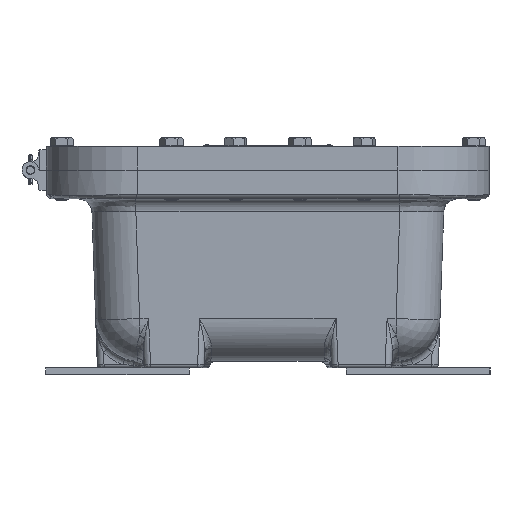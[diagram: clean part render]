
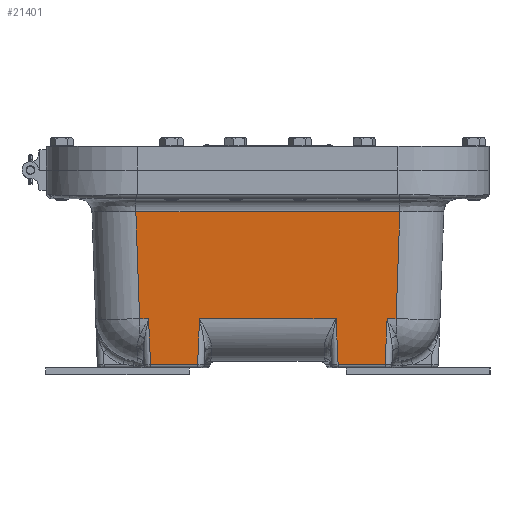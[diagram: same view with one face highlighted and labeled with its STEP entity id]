
A CAD part, front view. The second image highlights one B-rep face of the part: STEP entity #21401.
In plain terms, the highlighted planar face has unit normal (0, -0.999, -0.035).
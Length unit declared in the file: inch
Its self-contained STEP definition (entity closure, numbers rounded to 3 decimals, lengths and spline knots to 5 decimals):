
#1990=PLANE('',#23072);
#3589=FACE_OUTER_BOUND('',#4844,.T.);
#4844=EDGE_LOOP('',(#17669,#17670,#17671,#17672,#17673,#17674,#17675,#17676,
#17677,#17678,#17679,#17680));
#6303=LINE('',#35931,#7824);
#6321=LINE('',#37022,#7842);
#6377=LINE('',#38781,#7898);
#6379=LINE('',#38785,#7900);
#6380=LINE('',#38788,#7901);
#6381=LINE('',#38790,#7902);
#6382=LINE('',#38792,#7903);
#6383=LINE('',#38793,#7904);
#6384=LINE('',#38795,#7905);
#6385=LINE('',#38797,#7906);
#6386=LINE('',#38798,#7907);
#6387=LINE('',#38799,#7908);
#7824=VECTOR('',#26195,0.3937);
#7842=VECTOR('',#26355,0.3937);
#7898=VECTOR('',#26709,0.3937);
#7900=VECTOR('',#26713,0.3937);
#7901=VECTOR('',#26718,0.3937);
#7902=VECTOR('',#26719,0.3937);
#7903=VECTOR('',#26720,0.3937);
#7904=VECTOR('',#26721,0.3937);
#7905=VECTOR('',#26722,0.3937);
#7906=VECTOR('',#26723,0.3937);
#7907=VECTOR('',#26724,0.3937);
#7908=VECTOR('',#26725,0.3937);
#10327=VERTEX_POINT('',#35718);
#10338=VERTEX_POINT('',#35925);
#10342=VERTEX_POINT('',#35975);
#10359=VERTEX_POINT('',#36287);
#10376=VERTEX_POINT('',#36590);
#10396=VERTEX_POINT('',#36960);
#10517=VERTEX_POINT('',#38777);
#10518=VERTEX_POINT('',#38784);
#10519=VERTEX_POINT('',#38789);
#10520=VERTEX_POINT('',#38791);
#10521=VERTEX_POINT('',#38794);
#10522=VERTEX_POINT('',#38796);
#12787=EDGE_CURVE('',#10327,#10338,#6303,.T.);
#12885=EDGE_CURVE('',#10396,#10376,#6321,.T.);
#13089=EDGE_CURVE('',#10342,#10517,#6377,.T.);
#13091=EDGE_CURVE('',#10517,#10518,#6379,.T.);
#13093=EDGE_CURVE('',#10359,#10342,#6380,.T.);
#13094=EDGE_CURVE('',#10519,#10359,#6381,.T.);
#13095=EDGE_CURVE('',#10520,#10519,#6382,.T.);
#13096=EDGE_CURVE('',#10338,#10520,#6383,.T.);
#13097=EDGE_CURVE('',#10521,#10327,#6384,.T.);
#13098=EDGE_CURVE('',#10522,#10521,#6385,.T.);
#13099=EDGE_CURVE('',#10376,#10522,#6386,.T.);
#13100=EDGE_CURVE('',#10518,#10396,#6387,.T.);
#17669=ORIENTED_EDGE('',*,*,#13089,.F.);
#17670=ORIENTED_EDGE('',*,*,#13093,.F.);
#17671=ORIENTED_EDGE('',*,*,#13094,.F.);
#17672=ORIENTED_EDGE('',*,*,#13095,.F.);
#17673=ORIENTED_EDGE('',*,*,#13096,.F.);
#17674=ORIENTED_EDGE('',*,*,#12787,.F.);
#17675=ORIENTED_EDGE('',*,*,#13097,.F.);
#17676=ORIENTED_EDGE('',*,*,#13098,.F.);
#17677=ORIENTED_EDGE('',*,*,#13099,.F.);
#17678=ORIENTED_EDGE('',*,*,#12885,.F.);
#17679=ORIENTED_EDGE('',*,*,#13100,.F.);
#17680=ORIENTED_EDGE('',*,*,#13091,.F.);
#21401=ADVANCED_FACE('',(#3589),#1990,.T.);
#23072=AXIS2_PLACEMENT_3D('',#38787,#26716,#26717);
#26195=DIRECTION('',(-1.,0.,0.));
#26355=DIRECTION('',(-1.,0.,0.));
#26709=DIRECTION('',(-0.044,0.035,-0.998));
#26713=DIRECTION('',(-1.,0.,0.));
#26716=DIRECTION('center_axis',(0.,-0.999,-0.035));
#26717=DIRECTION('ref_axis',(-1.,0.,0.));
#26718=DIRECTION('',(-1.,0.,0.));
#26719=DIRECTION('',(-0.035,0.035,-0.999));
#26720=DIRECTION('',(1.,0.,0.));
#26721=DIRECTION('',(-0.035,-0.035,0.999));
#26722=DIRECTION('',(-0.044,-0.035,0.998));
#26723=DIRECTION('',(-1.,0.,0.));
#26724=DIRECTION('',(-0.044,0.035,-0.998));
#26725=DIRECTION('',(-0.044,-0.035,0.998));
#35718=CARTESIAN_POINT('',(-4.41237,-9.36884,-5.55671));
#35925=CARTESIAN_POINT('',(-4.74483,-9.36884,-5.55671));
#35931=CARTESIAN_POINT('',(-2.96875,-9.36884,-5.55671));
#35975=CARTESIAN_POINT('',(4.41237,-9.36884,-5.55671));
#36287=CARTESIAN_POINT('',(4.74483,-9.36884,-5.55671));
#36590=CARTESIAN_POINT('',(-2.52513,-9.36884,-5.55671));
#36960=CARTESIAN_POINT('',(2.52513,-9.36884,-5.55671));
#37022=CARTESIAN_POINT('',(-2.96875,-9.36884,-5.55671));
#38777=CARTESIAN_POINT('',(4.33824,-9.30955,-7.25436));
#38781=CARTESIAN_POINT('',(4.48373,-9.42591,-3.92224));
#38784=CARTESIAN_POINT('',(2.59926,-9.30955,-7.25436));
#38785=CARTESIAN_POINT('',(-0.86798,-9.30955,-7.25436));
#38787=CARTESIAN_POINT('Origin',(-5.9375,-9.56212,-0.02181));
#38788=CARTESIAN_POINT('',(-2.96875,-9.36884,-5.55671));
#38789=CARTESIAN_POINT('',(4.88273,-9.50674,-1.60755));
#38790=CARTESIAN_POINT('',(4.9321,-9.55611,-0.19384));
#38791=CARTESIAN_POINT('',(-4.88273,-9.50674,-1.60755));
#38792=CARTESIAN_POINT('',(-2.96875,-9.50674,-1.60755));
#38793=CARTESIAN_POINT('',(-4.92845,-9.55246,-0.29834));
#38794=CARTESIAN_POINT('',(-4.33824,-9.30955,-7.25436));
#38795=CARTESIAN_POINT('',(-4.49501,-9.43494,-3.66381));
#38796=CARTESIAN_POINT('',(-2.59926,-9.30955,-7.25436));
#38797=CARTESIAN_POINT('',(-5.06952,-9.30955,-7.25436));
#38798=CARTESIAN_POINT('',(-2.44984,-9.42906,-3.83208));
#38799=CARTESIAN_POINT('',(2.43855,-9.43809,-3.57365));
